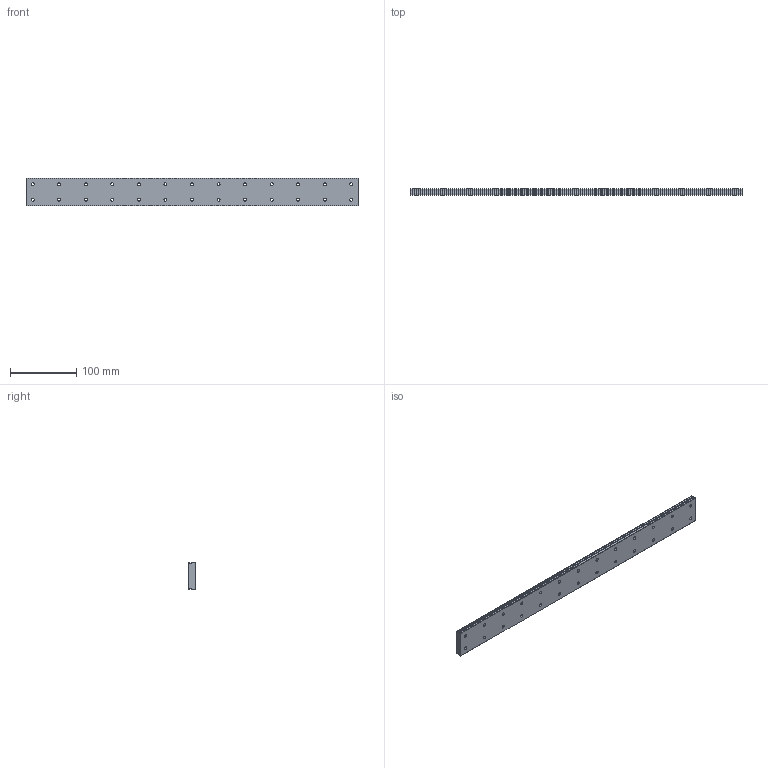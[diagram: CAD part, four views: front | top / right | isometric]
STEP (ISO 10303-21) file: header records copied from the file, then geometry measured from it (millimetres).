
FILE_DESCRIPTION (( 'STEP AP214' ), '1' );
FILE_NAME ('SRS15WSSS-500LM_G10_0_0_0_0_0_1.STEP', '2021-08-10T08:08:07', ( '' ), ( '' ), 'SwSTEP 2.0', 'SolidWorks 2021', '' );
FILE_SCHEMA (( 'AUTOMOTIVE_DESIGN' ));
Length unit declared in the file: millimetre
Products named in the file (2): _SRS15WS50010 Track; SRS15WSSS-500LM_G10_0_0_0_0_0_1
Assembly tree (1 placements, depth 2):
  SRS15WSSS-500LM_G10_0_0_0_0_0_1
    _SRS15WS50010 Track
Bounding box: 500 x 9.5 x 42 mm (x, y, z)
Volume: 183623.8 mm3; surface area: 55826.5 mm2
Topology: 1 solids, 1 shells, 153 faces, 375 edges, 250 vertices
Faces by surface type: cylinder 111, plane 42
Entity records: 4801 total; most frequent: DIRECTION 911, CARTESIAN_POINT 782, ORIENTED_EDGE 750, AXIS2_PLACEMENT_3D 379, EDGE_CURVE 375, VERTEX_POINT 250, EDGE_LOOP 231, CIRCLE 222
